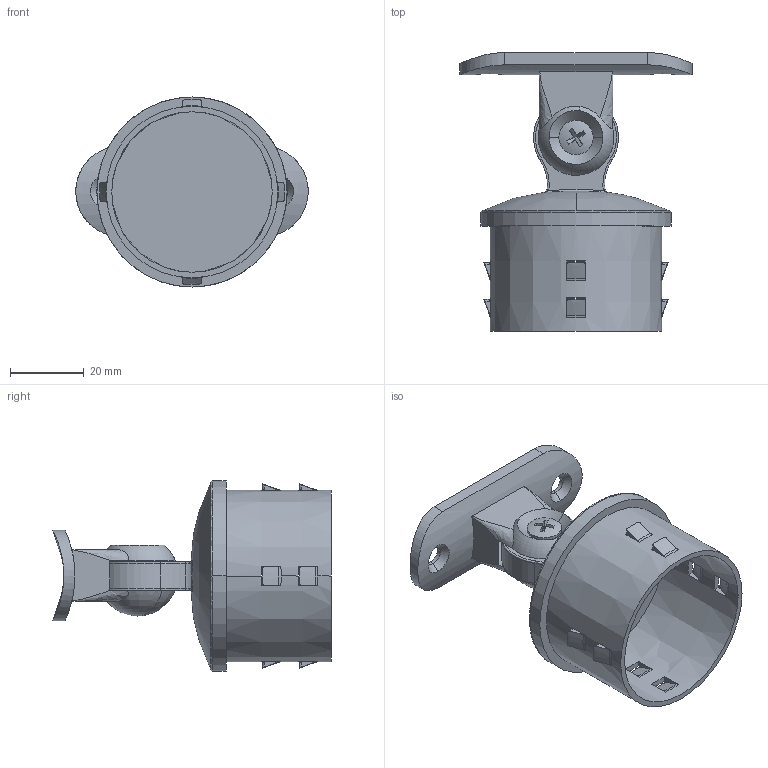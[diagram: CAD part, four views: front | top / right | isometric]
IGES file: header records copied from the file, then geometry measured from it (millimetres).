
Start section: IGES file generated from Kompas f.0 for Windows drawing by the IGES translator from Ascon Ltd., translator version IGESOUT-5.1.
Global section: file name: àðò. KRT211.igs; native system: Kompas( 32 bit ) for Windows; preprocessor: 1.0; author: Windows User; organization: unknown; date: -17860913:130753; units: millimetre
Bounding box: 63 x 75.5 x 51.5 mm (x, y, z)
Volume: 31800.2 mm3; surface area: 20798.8 mm2
Topology: 3 solids, 3 shells, 197 faces, 541 edges, 342 vertices
Faces by surface type: bspline 145, revolution 52
